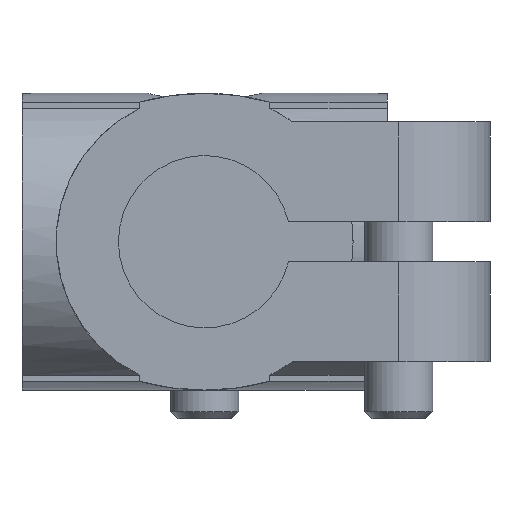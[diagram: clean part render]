
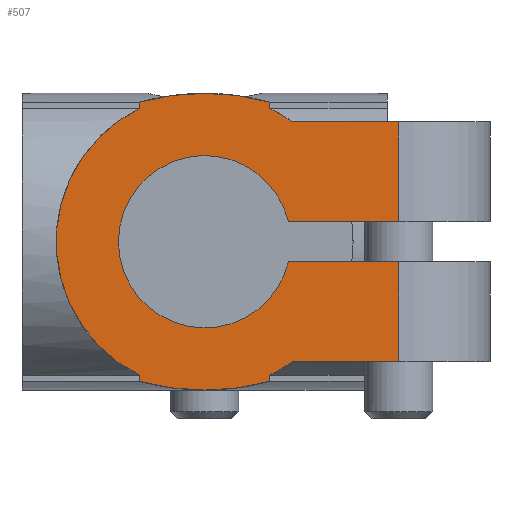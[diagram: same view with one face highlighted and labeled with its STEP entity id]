
A CAD part, front view. The second image highlights one B-rep face of the part: STEP entity #507.
In plain terms, the highlighted planar face has unit normal (0, -1, 0).
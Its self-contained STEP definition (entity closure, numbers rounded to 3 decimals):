
#507 = ADVANCED_FACE( '', ( #1061 ), #1062, .F. );
#1061 = FACE_OUTER_BOUND( '', #1646, .T. );
#1062 = PLANE( '', #1647 );
#1646 = EDGE_LOOP( '', ( #2974, #2975, #2976, #2977, #2978, #2979, #2980, #2981, #2982, #2983, #2984, #2985, #2986, #2987, #2988, #2989 ) );
#1647 = AXIS2_PLACEMENT_3D( '', #2990, #2991, #2992 );
#2974 = ORIENTED_EDGE( '', *, *, #3359, .T. );
#2975 = ORIENTED_EDGE( '', *, *, #3352, .T. );
#2976 = ORIENTED_EDGE( '', *, *, #3552, .T. );
#2977 = ORIENTED_EDGE( '', *, *, #3608, .F. );
#2978 = ORIENTED_EDGE( '', *, *, #3655, .F. );
#2979 = ORIENTED_EDGE( '', *, *, #3498, .F. );
#2980 = ORIENTED_EDGE( '', *, *, #3455, .F. );
#2981 = ORIENTED_EDGE( '', *, *, #3198, .F. );
#2982 = ORIENTED_EDGE( '', *, *, #3325, .F. );
#2983 = ORIENTED_EDGE( '', *, *, #3665, .F. );
#2984 = ORIENTED_EDGE( '', *, *, #3653, .F. );
#2985 = ORIENTED_EDGE( '', *, *, #3548, .F. );
#2986 = ORIENTED_EDGE( '', *, *, #3696, .F. );
#2987 = ORIENTED_EDGE( '', *, *, #3232, .F. );
#2988 = ORIENTED_EDGE( '', *, *, #3681, .T. );
#2989 = ORIENTED_EDGE( '', *, *, #3203, .F. );
#2990 = CARTESIAN_POINT( '', ( 0., 0., 0. ) );
#2991 = DIRECTION( '', ( 0., 1., 0. ) );
#2992 = DIRECTION( '', ( 0., 0., 1. ) );
#3198 = EDGE_CURVE( '', #3757, #3759, #3760, .T. );
#3203 = EDGE_CURVE( '', #3766, #3768, #3769, .T. );
#3232 = EDGE_CURVE( '', #3818, #3820, #3821, .T. );
#3325 = EDGE_CURVE( '', #3975, #3757, #3977, .T. );
#3352 = EDGE_CURVE( '', #4019, #4020, #4021, .T. );
#3359 = EDGE_CURVE( '', #3766, #4019, #4031, .T. );
#3455 = EDGE_CURVE( '', #3759, #4173, #4176, .T. );
#3498 = EDGE_CURVE( '', #4173, #4240, #4241, .T. );
#3548 = EDGE_CURVE( '', #4308, #4306, #4310, .T. );
#3552 = EDGE_CURVE( '', #4020, #4314, #4316, .T. );
#3608 = EDGE_CURVE( '', #4387, #4314, #4388, .T. );
#3653 = EDGE_CURVE( '', #4306, #4440, #4442, .T. );
#3655 = EDGE_CURVE( '', #4240, #4387, #4444, .T. );
#3665 = EDGE_CURVE( '', #4440, #3975, #4455, .T. );
#3681 = EDGE_CURVE( '', #3818, #3768, #4473, .T. );
#3696 = EDGE_CURVE( '', #3820, #4308, #4489, .T. );
#3757 = VERTEX_POINT( '', #4574 );
#3759 = VERTEX_POINT( '', #4577 );
#3760 = CIRCLE( '', #4578, 21.5 );
#3766 = VERTEX_POINT( '', #4586 );
#3768 = VERTEX_POINT( '', #4588 );
#3769 = LINE( '', #4589, #4590 );
#3818 = VERTEX_POINT( '', #4664 );
#3820 = VERTEX_POINT( '', #4667 );
#3821 = CIRCLE( '', #4668, 13. );
#3975 = VERTEX_POINT( '', #4899 );
#3977 = LINE( '', #4902, #4903 );
#4019 = VERTEX_POINT( '', #5024 );
#4020 = VERTEX_POINT( '', #5025 );
#4021 = CIRCLE( '', #5026, 7.55 );
#4031 = LINE( '', #5039, #5040 );
#4173 = VERTEX_POINT( '', #5251 );
#4176 = LINE( '', #5256, #5257 );
#4240 = VERTEX_POINT( '', #5346 );
#4241 = CIRCLE( '', #5347, 13. );
#4306 = VERTEX_POINT( '', #5444 );
#4308 = VERTEX_POINT( '', #5447 );
#4310 = CIRCLE( '', #5450, 21.5 );
#4314 = VERTEX_POINT( '', #5454 );
#4316 = LINE( '', #5456, #5457 );
#4387 = VERTEX_POINT( '', #5566 );
#4388 = LINE( '', #5567, #5568 );
#4440 = VERTEX_POINT( '', #5656 );
#4442 = LINE( '', #5659, #5660 );
#4444 = LINE( '', #5662, #5663 );
#4455 = CIRCLE( '', #5680, 13. );
#4473 = LINE( '', #5707, #5708 );
#4489 = LINE( '', #5731, #5732 );
#4574 = CARTESIAN_POINT( '', ( -5.7, 0., 12.231 ) );
#4577 = CARTESIAN_POINT( '', ( 5.7, 0., 12.231 ) );
#4578 = AXIS2_PLACEMENT_3D( '', #5807, #5808, #5809 );
#4586 = CARTESIAN_POINT( '', ( 17., 0., -1.75 ) );
#4588 = CARTESIAN_POINT( '', ( 17., 0., -10.5 ) );
#4589 = CARTESIAN_POINT( '', ( 17., 0., 10.5 ) );
#4590 = VECTOR( '', #5815, 1000. );
#4664 = CARTESIAN_POINT( '', ( 7.665, 0., -10.5 ) );
#4667 = CARTESIAN_POINT( '', ( 5.7, 0., -11.684 ) );
#4668 = AXIS2_PLACEMENT_3D( '', #5842, #5843, #5844 );
#4899 = CARTESIAN_POINT( '', ( -5.7, 0., 11.684 ) );
#4902 = CARTESIAN_POINT( '', ( -5.7, 0., -12.231 ) );
#4903 = VECTOR( '', #5950, 1000. );
#5024 = CARTESIAN_POINT( '', ( 7.344, 0., -1.75 ) );
#5025 = CARTESIAN_POINT( '', ( 7.344, 0., 1.75 ) );
#5026 = AXIS2_PLACEMENT_3D( '', #5974, #5975, #5976 );
#5039 = CARTESIAN_POINT( '', ( 25., 0., -1.75 ) );
#5040 = VECTOR( '', #5986, 1000. );
#5251 = CARTESIAN_POINT( '', ( 5.7, 0., 11.684 ) );
#5256 = CARTESIAN_POINT( '', ( 5.7, 0., 12.231 ) );
#5257 = VECTOR( '', #6083, 1000. );
#5346 = CARTESIAN_POINT( '', ( 7.665, 0., 10.5 ) );
#5347 = AXIS2_PLACEMENT_3D( '', #6133, #6134, #6135 );
#5444 = CARTESIAN_POINT( '', ( -5.7, 0., -12.231 ) );
#5447 = CARTESIAN_POINT( '', ( 5.7, 0., -12.231 ) );
#5450 = AXIS2_PLACEMENT_3D( '', #6182, #6183, #6184 );
#5454 = CARTESIAN_POINT( '', ( 17., 0., 1.75 ) );
#5456 = CARTESIAN_POINT( '', ( 7.344, 0., 1.75 ) );
#5457 = VECTOR( '', #6191, 1000. );
#5566 = CARTESIAN_POINT( '', ( 17., 0., 10.5 ) );
#5567 = CARTESIAN_POINT( '', ( 17., 0., 10.5 ) );
#5568 = VECTOR( '', #6227, 1000. );
#5656 = CARTESIAN_POINT( '', ( -5.7, 0., -11.684 ) );
#5659 = CARTESIAN_POINT( '', ( -5.7, 0., -12.231 ) );
#5660 = VECTOR( '', #6252, 1000. );
#5662 = CARTESIAN_POINT( '', ( 0., 0., 10.5 ) );
#5663 = VECTOR( '', #6253, 1000. );
#5680 = AXIS2_PLACEMENT_3D( '', #6260, #6261, #6262 );
#5707 = CARTESIAN_POINT( '', ( 0., 0., -10.5 ) );
#5708 = VECTOR( '', #6275, 1000. );
#5731 = CARTESIAN_POINT( '', ( 5.7, 0., 12.231 ) );
#5732 = VECTOR( '', #6280, 1000. );
#5807 = CARTESIAN_POINT( '', ( 0., 0., -8.5 ) );
#5808 = DIRECTION( '', ( 0., 1., 0. ) );
#5809 = DIRECTION( '', ( 1., 0., 0. ) );
#5815 = DIRECTION( '', ( 0., 0., -1. ) );
#5842 = CARTESIAN_POINT( '', ( 0., 0., 0. ) );
#5843 = DIRECTION( '', ( 0., 1., 0. ) );
#5844 = DIRECTION( '', ( 1., 0., 0. ) );
#5950 = DIRECTION( '', ( 0., 0., 1. ) );
#5974 = CARTESIAN_POINT( '', ( 0., 0., 0. ) );
#5975 = DIRECTION( '', ( 0., 1., 0. ) );
#5976 = DIRECTION( '', ( 1., 0., 0. ) );
#5986 = DIRECTION( '', ( -1., 0., 0. ) );
#6083 = DIRECTION( '', ( 0., 0., -1. ) );
#6133 = CARTESIAN_POINT( '', ( 0., 0., 0. ) );
#6134 = DIRECTION( '', ( 0., 1., 0. ) );
#6135 = DIRECTION( '', ( 1., 0., 0. ) );
#6182 = CARTESIAN_POINT( '', ( 0., 0., 8.5 ) );
#6183 = DIRECTION( '', ( 0., 1., 0. ) );
#6184 = DIRECTION( '', ( 1., 0., 0. ) );
#6191 = DIRECTION( '', ( 1., 0., 0. ) );
#6227 = DIRECTION( '', ( 0., 0., -1. ) );
#6252 = DIRECTION( '', ( 0., 0., 1. ) );
#6253 = DIRECTION( '', ( 1., 0., 0. ) );
#6260 = CARTESIAN_POINT( '', ( 0., 0., 0. ) );
#6261 = DIRECTION( '', ( 0., 1., 0. ) );
#6262 = DIRECTION( '', ( 1., 0., 0. ) );
#6275 = DIRECTION( '', ( 1., 0., 0. ) );
#6280 = DIRECTION( '', ( 0., 0., -1. ) );
